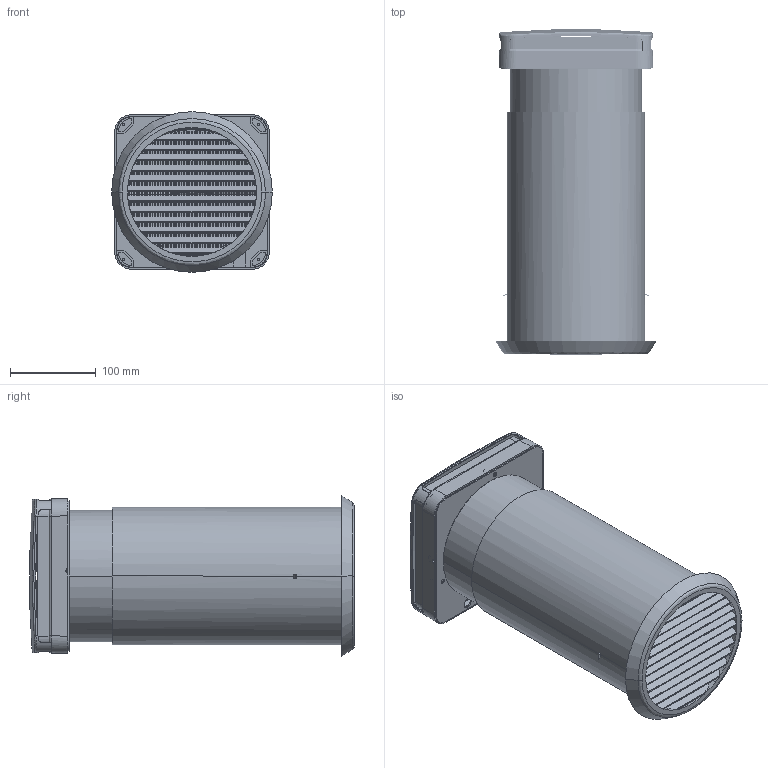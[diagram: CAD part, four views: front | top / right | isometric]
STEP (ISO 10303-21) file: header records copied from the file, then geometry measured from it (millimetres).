
FILE_DESCRIPTION(('CATIA V5 STEP Exchange','CAx-IF Rec.Pracs.--- Model Styling and Organization---1.4--- 2014-01-23','CAx-IF Rec.Pracs.---3D Tessellated Data Validation Properties---0.5---2014-09-14'),'2;1');
FILE_NAME('STEP_AIR115000_050_-_TST.stp','2021-05-07T14:07:49+00:00',('none'),('none'),'CATIA Version 5-6 Release 2019 SP3','CATIA V5 STEP AP242 v1','none');
FILE_SCHEMA(('AP242_MANAGED_MODEL_BASED_3D_ENGINEERING_MIM_LF {1 0 10303 442 1 1 4}'));
Length unit declared in the file: millimetre
Products named in the file (1): AIR115000 050 - TST
Bounding box: 187 x 378.15 x 187 mm (x, y, z)
Volume: 2693430.2 mm3; surface area: 1068862.1 mm2
Topology: 2 solids, 4 shells, 3000 faces, 11371 edges, 7330 vertices
Faces by surface type: plane 2091, cylinder 391, bspline 380, cone 132, extrusion 6
Entity records: 136357 total; most frequent: CARTESIAN_POINT 54440, ORIENTED_EDGE 22686, EDGE_CURVE 11343, DIRECTION 9913, VERTEX_POINT 7330, VECTOR 6913, LINE 6907, EDGE_LOOP 3175
